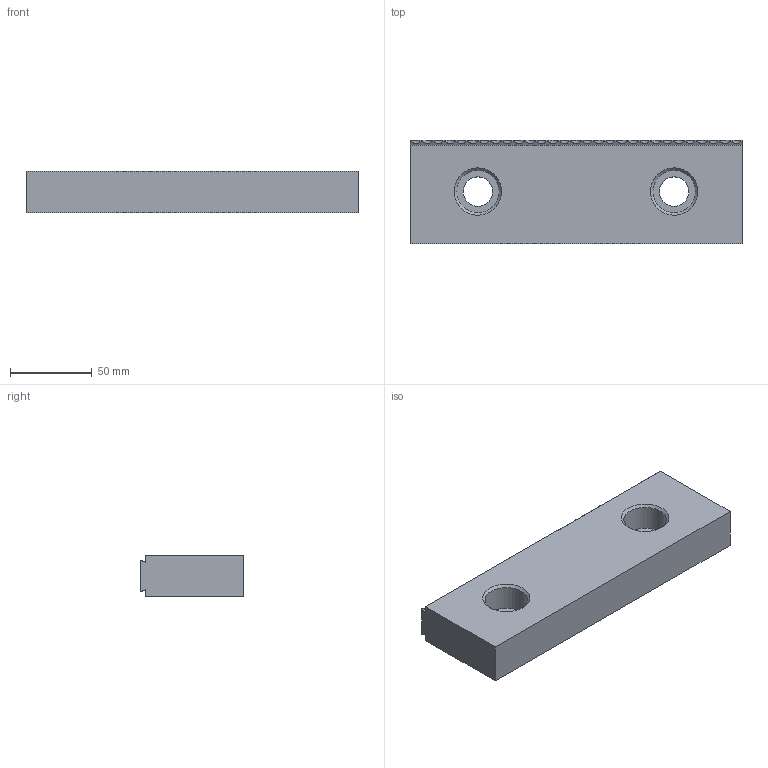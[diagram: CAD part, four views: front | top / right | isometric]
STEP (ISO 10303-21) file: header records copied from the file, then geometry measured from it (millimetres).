
FILE_DESCRIPTION(/* description */ ('','CAx-IF Rec.Pracs.---Representation and Presentation of Product Manufacturing Information (PMI)---4.0---2014-10-13'),/* implementation_level */ '2;1');
FILE_NAME(/* name */ '3ATL809L06.stp',/* time_stamp */ '2021-08-27T17:15:12+08:00',/* author */ ('AUTOWELL002'),/* organization */ (''),/* preprocessor_version */ 'ST-DEVELOPER v18',/* originating_system */ 'Autodesk Inventor 2020',/* authorisation */ '');
FILE_SCHEMA (('AP242_MANAGED_MODEL_BASED_3D_ENGINEERING_MIM_LF { 1 0 10303 442 1 1 4 }'));
Length unit declared in the file: millimetre
Products named in the file (1): 3ATL809L06
Bounding box: 203 x 63.5 x 25.4 mm (x, y, z)
Volume: 299886.4 mm3; surface area: 42277.4 mm2
Topology: 1 solids, 1 shells, 138 faces, 425 edges, 313 vertices
Faces by surface type: plane 72, cylinder 62, cone 4
Full cylindrical faces by diameter (mm): 18 x2, 26 x2
Entity records: 4859 total; most frequent: CARTESIAN_POINT 871, DIRECTION 840, ORIENTED_EDGE 804, EDGE_CURVE 402, AXIS2_PLACEMENT_3D 285, LINE 270, VECTOR 270, VERTEX_POINT 268
